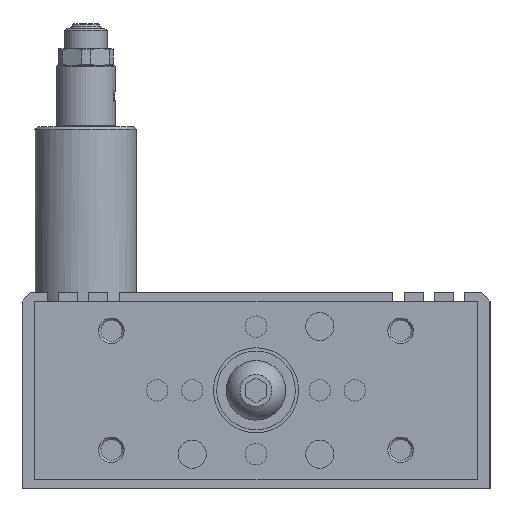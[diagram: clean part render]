
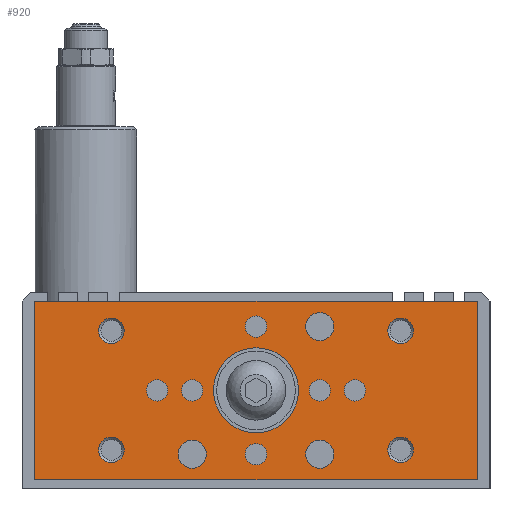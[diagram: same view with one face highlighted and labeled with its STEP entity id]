
A CAD part, left-side view. The second image highlights one B-rep face of the part: STEP entity #920.
In plain terms, the highlighted planar face has unit normal (-1, 0, 0).
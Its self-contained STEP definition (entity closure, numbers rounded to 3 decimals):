
#920 = ADVANCED_FACE( '', ( #2018, #2019, #2020, #2021, #2022, #2023, #2024, #2025, #2026, #2027, #2028, #2029, #2030, #2031, #2032 ), #2033, .F. );
#2018 = FACE_BOUND( '', #3130, .T. );
#2019 = FACE_BOUND( '', #3131, .T. );
#2020 = FACE_BOUND( '', #3132, .T. );
#2021 = FACE_BOUND( '', #3133, .T. );
#2022 = FACE_BOUND( '', #3134, .T. );
#2023 = FACE_BOUND( '', #3135, .T. );
#2024 = FACE_BOUND( '', #3136, .T. );
#2025 = FACE_BOUND( '', #3137, .T. );
#2026 = FACE_BOUND( '', #3138, .T. );
#2027 = FACE_BOUND( '', #3139, .T. );
#2028 = FACE_BOUND( '', #3140, .T. );
#2029 = FACE_BOUND( '', #3141, .T. );
#2030 = FACE_BOUND( '', #3142, .T. );
#2031 = FACE_BOUND( '', #3143, .T. );
#2032 = FACE_OUTER_BOUND( '', #3144, .T. );
#2033 = PLANE( '', #3145 );
#3130 = EDGE_LOOP( '', ( #5403 ) );
#3131 = EDGE_LOOP( '', ( #5404 ) );
#3132 = EDGE_LOOP( '', ( #5405 ) );
#3133 = EDGE_LOOP( '', ( #5406 ) );
#3134 = EDGE_LOOP( '', ( #5407 ) );
#3135 = EDGE_LOOP( '', ( #5408 ) );
#3136 = EDGE_LOOP( '', ( #5409 ) );
#3137 = EDGE_LOOP( '', ( #5410 ) );
#3138 = EDGE_LOOP( '', ( #5411 ) );
#3139 = EDGE_LOOP( '', ( #5412 ) );
#3140 = EDGE_LOOP( '', ( #5413 ) );
#3141 = EDGE_LOOP( '', ( #5414 ) );
#3142 = EDGE_LOOP( '', ( #5415 ) );
#3143 = EDGE_LOOP( '', ( #5416 ) );
#3144 = EDGE_LOOP( '', ( #5417, #5418, #5419, #5420 ) );
#3145 = AXIS2_PLACEMENT_3D( '', #5421, #5422, #5423 );
#5403 = ORIENTED_EDGE( '', *, *, #6154, .T. );
#5404 = ORIENTED_EDGE( '', *, *, #5850, .T. );
#5405 = ORIENTED_EDGE( '', *, *, #6156, .T. );
#5406 = ORIENTED_EDGE( '', *, *, #5613, .T. );
#5407 = ORIENTED_EDGE( '', *, *, #5800, .T. );
#5408 = ORIENTED_EDGE( '', *, *, #6284, .T. );
#5409 = ORIENTED_EDGE( '', *, *, #5854, .T. );
#5410 = ORIENTED_EDGE( '', *, *, #6275, .F. );
#5411 = ORIENTED_EDGE( '', *, *, #6219, .T. );
#5412 = ORIENTED_EDGE( '', *, *, #5953, .T. );
#5413 = ORIENTED_EDGE( '', *, *, #5569, .F. );
#5414 = ORIENTED_EDGE( '', *, *, #6221, .F. );
#5415 = ORIENTED_EDGE( '', *, *, #6076, .T. );
#5416 = ORIENTED_EDGE( '', *, *, #5706, .T. );
#5417 = ORIENTED_EDGE( '', *, *, #6020, .F. );
#5418 = ORIENTED_EDGE( '', *, *, #5973, .F. );
#5419 = ORIENTED_EDGE( '', *, *, #6096, .F. );
#5420 = ORIENTED_EDGE( '', *, *, #6291, .F. );
#5421 = CARTESIAN_POINT( '', ( -106., 52., 44. ) );
#5422 = DIRECTION( '', ( 1., 0., 0. ) );
#5423 = DIRECTION( '', ( 0., 0., 1. ) );
#5569 = EDGE_CURVE( '', #6503, #6503, #6504, .T. );
#5613 = EDGE_CURVE( '', #6577, #6577, #6578, .T. );
#5706 = EDGE_CURVE( '', #6735, #6735, #6736, .T. );
#5800 = EDGE_CURVE( '', #6883, #6883, #6884, .T. );
#5850 = EDGE_CURVE( '', #6964, #6964, #6965, .T. );
#5854 = EDGE_CURVE( '', #6971, #6971, #6972, .T. );
#5953 = EDGE_CURVE( '', #7114, #7114, #7115, .T. );
#5973 = EDGE_CURVE( '', #7140, #7142, #7143, .T. );
#6020 = EDGE_CURVE( '', #7142, #7206, #7207, .T. );
#6076 = EDGE_CURVE( '', #7281, #7281, #7282, .T. );
#6096 = EDGE_CURVE( '', #7305, #7140, #7307, .T. );
#6154 = EDGE_CURVE( '', #7387, #7387, #7388, .T. );
#6156 = EDGE_CURVE( '', #7390, #7390, #7391, .T. );
#6219 = EDGE_CURVE( '', #7470, #7470, #7471, .T. );
#6221 = EDGE_CURVE( '', #7473, #7473, #7474, .T. );
#6275 = EDGE_CURVE( '', #7533, #7533, #7534, .T. );
#6284 = EDGE_CURVE( '', #7543, #7543, #7544, .T. );
#6291 = EDGE_CURVE( '', #7206, #7305, #7551, .T. );
#6503 = VERTEX_POINT( '', #8004 );
#6504 = CIRCLE( '', #8005, 3. );
#6577 = VERTEX_POINT( '', #8090 );
#6578 = CIRCLE( '', #8091, 2.51 );
#6735 = VERTEX_POINT( '', #8329 );
#6736 = CIRCLE( '', #8330, 10. );
#6883 = VERTEX_POINT( '', #8544 );
#6884 = CIRCLE( '', #8545, 3.3 );
#6964 = VERTEX_POINT( '', #8645 );
#6965 = CIRCLE( '', #8646, 2.51 );
#6971 = VERTEX_POINT( '', #8652 );
#6972 = CIRCLE( '', #8653, 3.3 );
#7114 = VERTEX_POINT( '', #8876 );
#7115 = CIRCLE( '', #8877, 3. );
#7140 = VERTEX_POINT( '', #8905 );
#7142 = VERTEX_POINT( '', #8908 );
#7143 = LINE( '', #8909, #8910 );
#7206 = VERTEX_POINT( '', #9020 );
#7207 = LINE( '', #9021, #9022 );
#7281 = VERTEX_POINT( '', #9120 );
#7282 = CIRCLE( '', #9121, 3. );
#7305 = VERTEX_POINT( '', #9152 );
#7307 = LINE( '', #9155, #9156 );
#7387 = VERTEX_POINT( '', #9389 );
#7388 = CIRCLE( '', #9390, 2.51 );
#7390 = VERTEX_POINT( '', #9392 );
#7391 = CIRCLE( '', #9393, 2.51 );
#7470 = VERTEX_POINT( '', #9490 );
#7471 = CIRCLE( '', #9491, 2.51 );
#7473 = VERTEX_POINT( '', #9493 );
#7474 = CIRCLE( '', #9494, 3. );
#7533 = VERTEX_POINT( '', #9562 );
#7534 = CIRCLE( '', #9563, 2.51 );
#7543 = VERTEX_POINT( '', #9573 );
#7544 = CIRCLE( '', #9574, 3.3 );
#7551 = LINE( '', #9581, #9582 );
#8004 = CARTESIAN_POINT( '', ( -106., -31., 9. ) );
#8005 = AXIS2_PLACEMENT_3D( '', #9763, #9764, #9765 );
#8090 = CARTESIAN_POINT( '', ( -106., -12.49, 23. ) );
#8091 = AXIS2_PLACEMENT_3D( '', #9829, #9830, #9831 );
#8329 = CARTESIAN_POINT( '', ( -106., 10., 23. ) );
#8330 = AXIS2_PLACEMENT_3D( '', #9955, #9956, #9957 );
#8544 = CARTESIAN_POINT( '', ( -106., 15., 4.7 ) );
#8545 = AXIS2_PLACEMENT_3D( '', #10074, #10075, #10076 );
#8645 = CARTESIAN_POINT( '', ( -106., 12.49, 23. ) );
#8646 = AXIS2_PLACEMENT_3D( '', #10151, #10152, #10153 );
#8652 = CARTESIAN_POINT( '', ( -106., -15., 34.7 ) );
#8653 = AXIS2_PLACEMENT_3D( '', #10160, #10161, #10162 );
#8876 = CARTESIAN_POINT( '', ( -106., 31., 9. ) );
#8877 = AXIS2_PLACEMENT_3D( '', #10253, #10254, #10255 );
#8905 = CARTESIAN_POINT( '', ( -106., -52., 2. ) );
#8908 = CARTESIAN_POINT( '', ( -106., 52., 2. ) );
#8909 = CARTESIAN_POINT( '', ( -106., -52., 2. ) );
#8910 = VECTOR( '', #10275, 1000. );
#9020 = CARTESIAN_POINT( '', ( -106., 52., 44. ) );
#9021 = CARTESIAN_POINT( '', ( -106., 52., 2. ) );
#9022 = VECTOR( '', #10310, 1000. );
#9120 = CARTESIAN_POINT( '', ( -106., -31., 37. ) );
#9121 = AXIS2_PLACEMENT_3D( '', #10369, #10370, #10371 );
#9152 = CARTESIAN_POINT( '', ( -106., -52., 44. ) );
#9155 = CARTESIAN_POINT( '', ( -106., -52., 44. ) );
#9156 = VECTOR( '', #10393, 1000. );
#9389 = CARTESIAN_POINT( '', ( -106., 0., 10.51 ) );
#9390 = AXIS2_PLACEMENT_3D( '', #10447, #10448, #10449 );
#9392 = CARTESIAN_POINT( '', ( -106., 0., 35.49 ) );
#9393 = AXIS2_PLACEMENT_3D( '', #10450, #10451, #10452 );
#9490 = CARTESIAN_POINT( '', ( -106., -20.74, 23. ) );
#9491 = AXIS2_PLACEMENT_3D( '', #10516, #10517, #10518 );
#9493 = CARTESIAN_POINT( '', ( -106., 31., 37. ) );
#9494 = AXIS2_PLACEMENT_3D( '', #10519, #10520, #10521 );
#9562 = CARTESIAN_POINT( '', ( -106., 20.74, 23. ) );
#9563 = AXIS2_PLACEMENT_3D( '', #10561, #10562, #10563 );
#9573 = CARTESIAN_POINT( '', ( -106., -15., 4.7 ) );
#9574 = AXIS2_PLACEMENT_3D( '', #10565, #10566, #10567 );
#9581 = CARTESIAN_POINT( '', ( -106., 52., 44. ) );
#9582 = VECTOR( '', #10568, 1000. );
#9763 = CARTESIAN_POINT( '', ( -106., -34., 9. ) );
#9764 = DIRECTION( '', ( -1., 0., 0. ) );
#9765 = DIRECTION( '', ( 0., 1., 0. ) );
#9829 = CARTESIAN_POINT( '', ( -106., -15., 23. ) );
#9830 = DIRECTION( '', ( 1., 0., 0. ) );
#9831 = DIRECTION( '', ( 0., 1., 0. ) );
#9955 = CARTESIAN_POINT( '', ( -106., 0., 23. ) );
#9956 = DIRECTION( '', ( 1., 0., 0. ) );
#9957 = DIRECTION( '', ( 0., 1., 0. ) );
#10074 = CARTESIAN_POINT( '', ( -106., 15., 8. ) );
#10075 = DIRECTION( '', ( 1., 0., 0. ) );
#10076 = DIRECTION( '', ( 0., 0., -1. ) );
#10151 = CARTESIAN_POINT( '', ( -106., 15., 23. ) );
#10152 = DIRECTION( '', ( 1., 0., 0. ) );
#10153 = DIRECTION( '', ( 0., -1., 0. ) );
#10160 = CARTESIAN_POINT( '', ( -106., -15., 38. ) );
#10161 = DIRECTION( '', ( 1., 0., 0. ) );
#10162 = DIRECTION( '', ( 0., 0., -1. ) );
#10253 = CARTESIAN_POINT( '', ( -106., 34., 9. ) );
#10254 = DIRECTION( '', ( 1., 0., 0. ) );
#10255 = DIRECTION( '', ( 0., -1., 0. ) );
#10275 = DIRECTION( '', ( 0., 1., 0. ) );
#10310 = DIRECTION( '', ( 0., 0., 1. ) );
#10369 = CARTESIAN_POINT( '', ( -106., -34., 37. ) );
#10370 = DIRECTION( '', ( 1., 0., 0. ) );
#10371 = DIRECTION( '', ( 0., 1., 0. ) );
#10393 = DIRECTION( '', ( 0., 0., -1. ) );
#10447 = CARTESIAN_POINT( '', ( -106., 0., 8. ) );
#10448 = DIRECTION( '', ( 1., 0., 0. ) );
#10449 = DIRECTION( '', ( 0., 0., 1. ) );
#10450 = CARTESIAN_POINT( '', ( -106., 0., 38. ) );
#10451 = DIRECTION( '', ( 1., 0., 0. ) );
#10452 = DIRECTION( '', ( 0., 0., -1. ) );
#10516 = CARTESIAN_POINT( '', ( -106., -23.25, 23. ) );
#10517 = DIRECTION( '', ( 1., 0., 0. ) );
#10518 = DIRECTION( '', ( 0., 1., 0. ) );
#10519 = CARTESIAN_POINT( '', ( -106., 34., 37. ) );
#10520 = DIRECTION( '', ( -1., 0., 0. ) );
#10521 = DIRECTION( '', ( 0., -1., 0. ) );
#10561 = CARTESIAN_POINT( '', ( -106., 23.25, 23. ) );
#10562 = DIRECTION( '', ( -1., 0., 0. ) );
#10563 = DIRECTION( '', ( 0., -1., 0. ) );
#10565 = CARTESIAN_POINT( '', ( -106., -15., 8. ) );
#10566 = DIRECTION( '', ( 1., 0., 0. ) );
#10567 = DIRECTION( '', ( 0., 0., -1. ) );
#10568 = DIRECTION( '', ( 0., -1., 0. ) );
